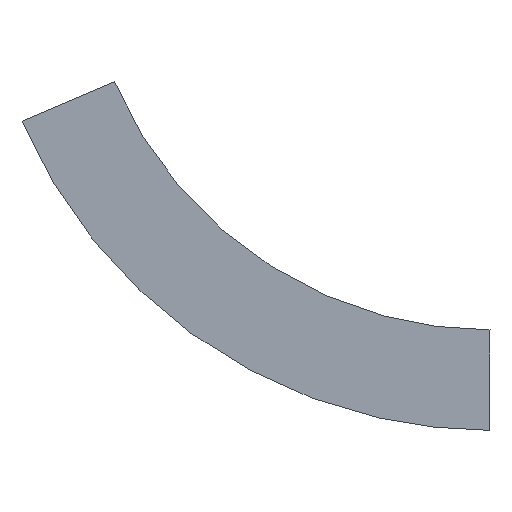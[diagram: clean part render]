
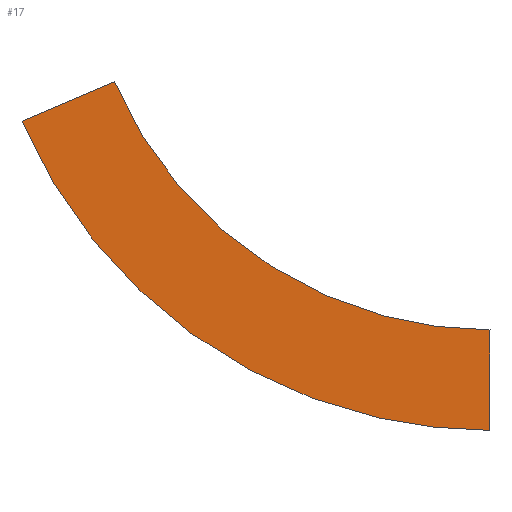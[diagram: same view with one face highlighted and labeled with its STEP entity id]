
A CAD part, left-side view. The second image highlights one B-rep face of the part: STEP entity #17.
In plain terms, the highlighted free-form (B-spline) face has degree [5, 1] with [9, 2] control points.
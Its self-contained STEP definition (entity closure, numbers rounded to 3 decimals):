
#17 = ADVANCED_FACE('',(#18),#31,.T.);
#18 = FACE_BOUND('',#19,.T.);
#19 = EDGE_LOOP('',(#20,#56,#78,#92));
#20 = ORIENTED_EDGE('',*,*,#21,.T.);
#21 = EDGE_CURVE('',#22,#24,#26,.T.);
#22 = VERTEX_POINT('',#23);
#23 = CARTESIAN_POINT('',(533.4,0.,-1866.));
#24 = VERTEX_POINT('',#25);
#25 = CARTESIAN_POINT('',(533.4,0.,-2266.));
#26 = SURFACE_CURVE('',#27,(#30),.PCURVE_S1.);
#27 = B_SPLINE_CURVE_WITH_KNOTS('',1,(#28,#29),.UNSPECIFIED.,.F.,.F.,(2,
    2),(0.,400.),.PIECEWISE_BEZIER_KNOTS.);
#28 = CARTESIAN_POINT('',(533.4,0.,-1866.));
#29 = CARTESIAN_POINT('',(533.4,0.,-2266.));
#30 = PCURVE('',#31,#50);
#31 = B_SPLINE_SURFACE_WITH_KNOTS('',5,1,(
    (#32,#33)
    ,(#34,#35)
    ,(#36,#37)
    ,(#38,#39)
    ,(#40,#41)
    ,(#42,#43)
    ,(#44,#45)
    ,(#46,#47)
    ,(#48,#49
    )),.UNSPECIFIED.,.F.,.F.,.F.,(6,3,6),(2,2),(0.,1072.789,
    2145.578),(0.,400.),.UNSPECIFIED.);
#32 = CARTESIAN_POINT('',(533.4,1495.868,-877.381));
#33 = CARTESIAN_POINT('',(533.4,1863.855,-1034.179));
#34 = CARTESIAN_POINT('',(533.4,1421.42,-1052.103));
#35 = CARTESIAN_POINT('',(533.4,1771.093,-1251.883));
#36 = CARTESIAN_POINT('',(533.4,1321.462,-1215.955));
#37 = CARTESIAN_POINT('',(533.4,1646.544,-1456.043));
#38 = CARTESIAN_POINT('',(533.4,1198.12,-1363.948));
#39 = CARTESIAN_POINT('',(533.4,1492.861,-1640.442));
#40 = CARTESIAN_POINT('',(533.4,911.808,-1619.647));
#41 = CARTESIAN_POINT('',(533.4,1136.115,-1959.044));
#42 = CARTESIAN_POINT('',(533.4,564.341,-1782.812));
#43 = CARTESIAN_POINT('',(533.4,703.17,-2162.348));
#44 = CARTESIAN_POINT('',(533.4,379.843,-1838.271));
#45 = CARTESIAN_POINT('',(533.4,473.286,-2231.449));
#46 = CARTESIAN_POINT('',(533.4,189.922,-1866.));
#47 = CARTESIAN_POINT('',(533.4,236.643,-2266.));
#48 = CARTESIAN_POINT('',(533.4,0.,-1866.));
#49 = CARTESIAN_POINT('',(533.4,0.,-2266.));
#50 = DEFINITIONAL_REPRESENTATION('',(#51),#55);
#51 = LINE('',#52,#53);
#52 = CARTESIAN_POINT('',(2145.578,0.));
#53 = VECTOR('',#54,1.);
#54 = DIRECTION('',(0.,1.));
#55 = ( GEOMETRIC_REPRESENTATION_CONTEXT(2) 
PARAMETRIC_REPRESENTATION_CONTEXT() REPRESENTATION_CONTEXT('2D SPACE',''
  ) );
#56 = ORIENTED_EDGE('',*,*,#57,.F.);
#57 = EDGE_CURVE('',#58,#24,#60,.T.);
#58 = VERTEX_POINT('',#59);
#59 = CARTESIAN_POINT('',(533.4,1863.855,-1034.179));
#60 = SURFACE_CURVE('',#61,(#71),.PCURVE_S1.);
#61 = B_SPLINE_CURVE_WITH_KNOTS('',5,(#62,#63,#64,#65,#66,#67,#68,#69,
    #70),.UNSPECIFIED.,.F.,.F.,(6,3,6),(0.,1072.789,
    2145.578),.UNSPECIFIED.);
#62 = CARTESIAN_POINT('',(533.4,1863.855,-1034.179));
#63 = CARTESIAN_POINT('',(533.4,1771.093,-1251.883));
#64 = CARTESIAN_POINT('',(533.4,1646.544,-1456.043));
#65 = CARTESIAN_POINT('',(533.4,1492.861,-1640.442));
#66 = CARTESIAN_POINT('',(533.4,1136.115,-1959.044));
#67 = CARTESIAN_POINT('',(533.4,703.17,-2162.348));
#68 = CARTESIAN_POINT('',(533.4,473.286,-2231.449));
#69 = CARTESIAN_POINT('',(533.4,236.643,-2266.));
#70 = CARTESIAN_POINT('',(533.4,0.,-2266.));
#71 = PCURVE('',#31,#72);
#72 = DEFINITIONAL_REPRESENTATION('',(#73),#77);
#73 = LINE('',#74,#75);
#74 = CARTESIAN_POINT('',(0.,400.));
#75 = VECTOR('',#76,1.);
#76 = DIRECTION('',(1.,0.));
#77 = ( GEOMETRIC_REPRESENTATION_CONTEXT(2) 
PARAMETRIC_REPRESENTATION_CONTEXT() REPRESENTATION_CONTEXT('2D SPACE',''
  ) );
#78 = ORIENTED_EDGE('',*,*,#79,.F.);
#79 = EDGE_CURVE('',#80,#58,#82,.T.);
#80 = VERTEX_POINT('',#81);
#81 = CARTESIAN_POINT('',(533.4,1495.868,-877.381));
#82 = SURFACE_CURVE('',#83,(#86),.PCURVE_S1.);
#83 = B_SPLINE_CURVE_WITH_KNOTS('',1,(#84,#85),.UNSPECIFIED.,.F.,.F.,(2,
    2),(0.,400.),.PIECEWISE_BEZIER_KNOTS.);
#84 = CARTESIAN_POINT('',(533.4,1495.868,-877.381));
#85 = CARTESIAN_POINT('',(533.4,1863.855,-1034.179));
#86 = PCURVE('',#31,#87);
#87 = DEFINITIONAL_REPRESENTATION('',(#88),#91);
#88 = B_SPLINE_CURVE_WITH_KNOTS('',1,(#89,#90),.UNSPECIFIED.,.F.,.F.,(2,
    2),(0.,400.),.PIECEWISE_BEZIER_KNOTS.);
#89 = CARTESIAN_POINT('',(0.,0.));
#90 = CARTESIAN_POINT('',(0.,400.));
#91 = ( GEOMETRIC_REPRESENTATION_CONTEXT(2) 
PARAMETRIC_REPRESENTATION_CONTEXT() REPRESENTATION_CONTEXT('2D SPACE',''
  ) );
#92 = ORIENTED_EDGE('',*,*,#93,.T.);
#93 = EDGE_CURVE('',#80,#22,#94,.T.);
#94 = SURFACE_CURVE('',#95,(#105),.PCURVE_S1.);
#95 = B_SPLINE_CURVE_WITH_KNOTS('',5,(#96,#97,#98,#99,#100,#101,#102,
    #103,#104),.UNSPECIFIED.,.F.,.F.,(6,3,6),(0.,1072.789,
    2145.578),.UNSPECIFIED.);
#96 = CARTESIAN_POINT('',(533.4,1495.868,-877.381));
#97 = CARTESIAN_POINT('',(533.4,1421.42,-1052.103));
#98 = CARTESIAN_POINT('',(533.4,1321.462,-1215.955));
#99 = CARTESIAN_POINT('',(533.4,1198.12,-1363.948));
#100 = CARTESIAN_POINT('',(533.4,911.808,-1619.647));
#101 = CARTESIAN_POINT('',(533.4,564.341,-1782.812));
#102 = CARTESIAN_POINT('',(533.4,379.843,-1838.271));
#103 = CARTESIAN_POINT('',(533.4,189.922,-1866.));
#104 = CARTESIAN_POINT('',(533.4,0.,-1866.));
#105 = PCURVE('',#31,#106);
#106 = DEFINITIONAL_REPRESENTATION('',(#107),#110);
#107 = B_SPLINE_CURVE_WITH_KNOTS('',1,(#108,#109),.UNSPECIFIED.,.F.,.F.,
  (2,2),(0.,2145.578),.PIECEWISE_BEZIER_KNOTS.);
#108 = CARTESIAN_POINT('',(0.,0.));
#109 = CARTESIAN_POINT('',(2145.578,0.));
#110 = ( GEOMETRIC_REPRESENTATION_CONTEXT(2) 
PARAMETRIC_REPRESENTATION_CONTEXT() REPRESENTATION_CONTEXT('2D SPACE',''
  ) );
